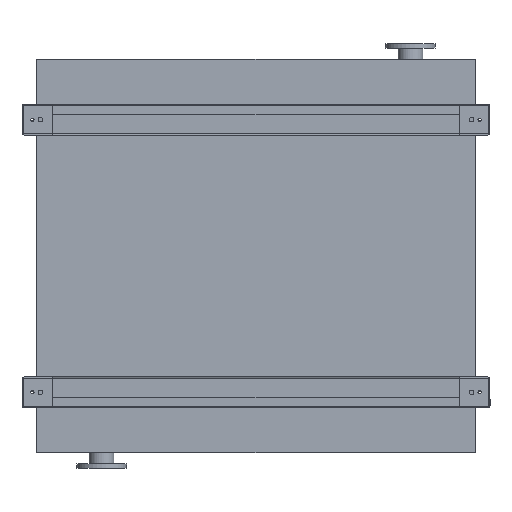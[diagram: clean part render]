
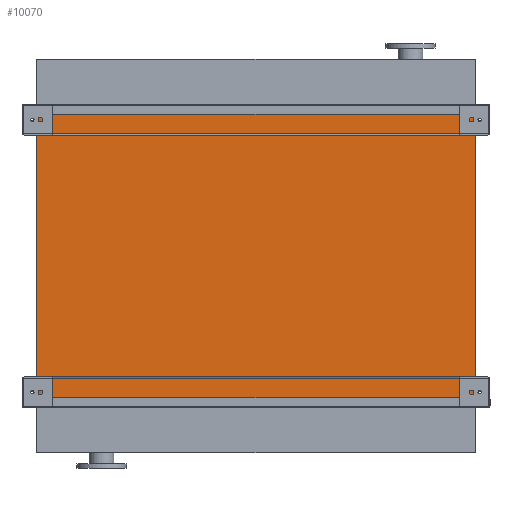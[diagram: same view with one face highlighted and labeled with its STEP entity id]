
A CAD part, front view. The second image highlights one B-rep face of the part: STEP entity #10070.
In plain terms, the highlighted planar face has unit normal (0, -1, 0).
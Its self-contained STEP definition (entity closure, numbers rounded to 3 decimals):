
#1307 = DIRECTION ( 'NONE',  ( 0., 0., 1. ) ) ;
#1838 = CARTESIAN_POINT ( 'NONE',  ( -965., 0., 0. ) ) ;
#2545 = LINE ( 'NONE', #1838, #20824 ) ;
#2945 = DIRECTION ( 'NONE',  ( 0., 0., -1. ) ) ;
#3227 = LINE ( 'NONE', #14420, #21515 ) ;
#3614 = DIRECTION ( 'NONE',  ( 1., 0., 0. ) ) ;
#3801 = VECTOR ( 'NONE', #4460, 1000. ) ;
#3825 = DIRECTION ( 'NONE',  ( 1., 0., 0. ) ) ;
#4352 = LINE ( 'NONE', #22119, #3801 ) ;
#4460 = DIRECTION ( 'NONE',  ( 0., 0., 1. ) ) ;
#4546 = EDGE_CURVE ( 'NONE', #22980, #20011, #4352, .T. ) ;
#4642 = VERTEX_POINT ( 'NONE', #6446 ) ;
#5324 = ORIENTED_EDGE ( 'NONE', *, *, #16226, .T. ) ;
#6446 = CARTESIAN_POINT ( 'NONE',  ( -965., 0., -1250. ) ) ;
#7783 = ORIENTED_EDGE ( 'NONE', *, *, #19795, .F. ) ;
#10070 = ADVANCED_FACE ( 'NONE', ( #14532 ), #11766, .T. ) ;
#11757 = ORIENTED_EDGE ( 'NONE', *, *, #4546, .T. ) ;
#11766 = PLANE ( 'NONE',  #18191 ) ;
#13542 = DIRECTION ( 'NONE',  ( 0., -1., 0. ) ) ;
#13692 = CARTESIAN_POINT ( 'NONE',  ( -965., 0., -1250. ) ) ;
#14420 = CARTESIAN_POINT ( 'NONE',  ( -965., 0., -1250. ) ) ;
#14532 = FACE_OUTER_BOUND ( 'NONE', #20467, .T. ) ;
#14695 = ORIENTED_EDGE ( 'NONE', *, *, #19987, .F. ) ;
#15812 = VECTOR ( 'NONE', #1307, 1000. ) ;
#16226 = EDGE_CURVE ( 'NONE', #4642, #22980, #3227, .T. ) ;
#18191 = AXIS2_PLACEMENT_3D ( 'NONE', #18796, #13542, #2945 ) ;
#18796 = CARTESIAN_POINT ( 'NONE',  ( -965., 0., -1250. ) ) ;
#19125 = CARTESIAN_POINT ( 'NONE',  ( 965., 0., -1250. ) ) ;
#19795 = EDGE_CURVE ( 'NONE', #4642, #22678, #21111, .T. ) ;
#19987 = EDGE_CURVE ( 'NONE', #22678, #20011, #2545, .T. ) ;
#20011 = VERTEX_POINT ( 'NONE', #21349 ) ;
#20066 = CARTESIAN_POINT ( 'NONE',  ( -965., 0., 0. ) ) ;
#20467 = EDGE_LOOP ( 'NONE', ( #14695, #7783, #5324, #11757 ) ) ;
#20824 = VECTOR ( 'NONE', #3614, 1000. ) ;
#21111 = LINE ( 'NONE', #13692, #15812 ) ;
#21349 = CARTESIAN_POINT ( 'NONE',  ( 965., 0., 0. ) ) ;
#21515 = VECTOR ( 'NONE', #3825, 1000. ) ;
#22119 = CARTESIAN_POINT ( 'NONE',  ( 965., 0., -1250. ) ) ;
#22678 = VERTEX_POINT ( 'NONE', #20066 ) ;
#22980 = VERTEX_POINT ( 'NONE', #19125 ) ;
